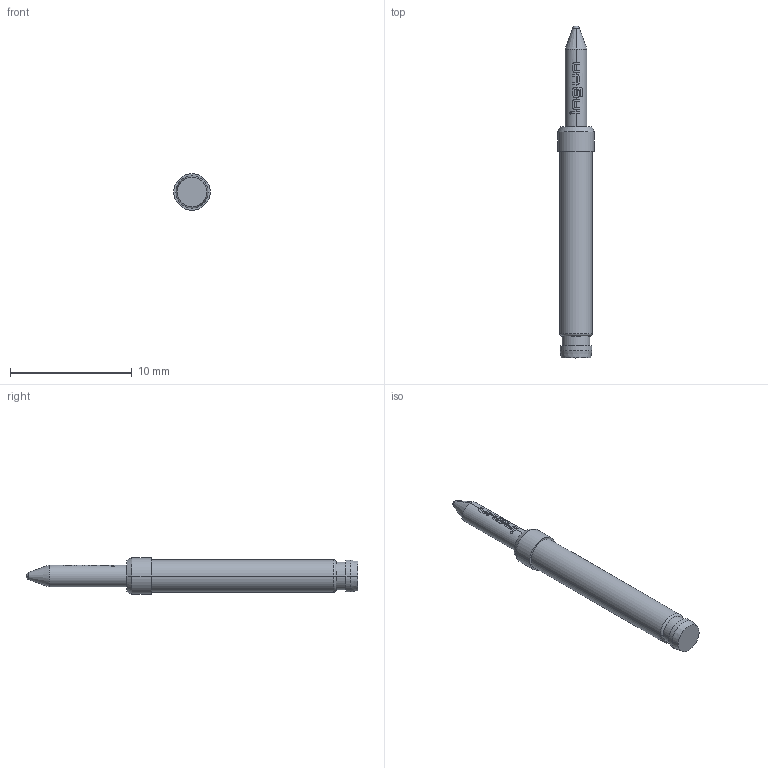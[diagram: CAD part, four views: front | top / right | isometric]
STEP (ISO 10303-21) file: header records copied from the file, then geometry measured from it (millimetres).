
FILE_DESCRIPTION (( 'STEP AP203' ), '1' );
FILE_NAME ('INGUN_GKS-113_313_180_R_xx02.STEP', '2022-09-21T13:26:23', ( 'ochi' ), ( '' ), 'SwSTEP 2.0', 'SolidWorks 2021', '' );
FILE_SCHEMA (( 'CONFIG_CONTROL_DESIGN' ));
Length unit declared in the file: millimetre
Products named in the file (1): INGUN_GKS-113_313_180_R_xx02
Bounding box: 3 x 27.3 x 3 mm (x, y, z)
Volume: 124.4 mm3; surface area: 213.8 mm2
Topology: 1 solids, 1 shells, 105 faces, 288 edges, 189 vertices
Faces by surface type: plane 44, cylinder 29, bspline 22, cone 6, sphere 2, torus 2
Entity records: 3717 total; most frequent: CARTESIAN_POINT 1103, ORIENTED_EDGE 576, DIRECTION 478, EDGE_CURVE 288, AXIS2_PLACEMENT_3D 192, VERTEX_POINT 189, EDGE_LOOP 109, CIRCLE 108
